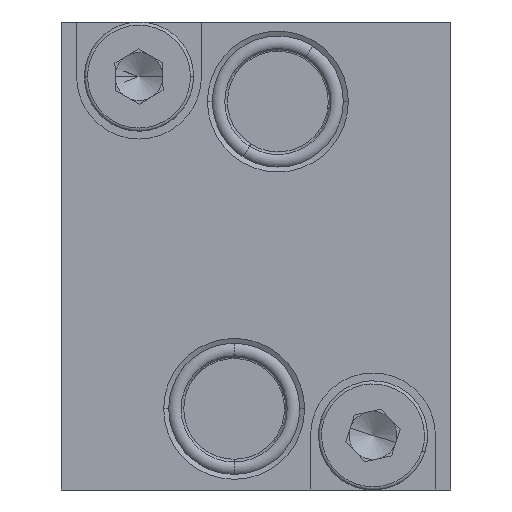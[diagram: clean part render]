
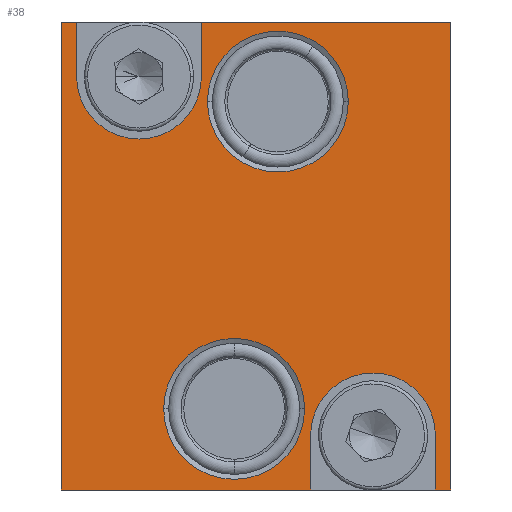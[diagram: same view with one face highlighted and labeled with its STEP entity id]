
A CAD part, front view. The second image highlights one B-rep face of the part: STEP entity #38.
In plain terms, the highlighted planar face has unit normal (0, -1, 0).
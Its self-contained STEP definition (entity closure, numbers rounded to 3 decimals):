
#38 = ADVANCED_FACE ( 'NONE', ( #101, #1938, #3080 ), #1893, .F. ) ;
#74 = ORIENTED_EDGE ( 'NONE', *, *, #1812, .F. ) ;
#101 = FACE_BOUND ( 'NONE', #3372, .T. ) ;
#152 = EDGE_CURVE ( 'NONE', #5106, #809, #4060, .T. ) ;
#168 = CARTESIAN_POINT ( 'NONE',  ( 0., 0., 30. ) ) ;
#197 = VECTOR ( 'NONE', #2495, 1000. ) ;
#275 = DIRECTION ( 'NONE',  ( 0., 1., 0. ) ) ;
#309 = CARTESIAN_POINT ( 'NONE',  ( 1., 0., 26.5 ) ) ;
#321 = DIRECTION ( 'NONE',  ( 0., 0., 1. ) ) ;
#339 = CARTESIAN_POINT ( 'NONE',  ( 20., 0., 3.5 ) ) ;
#391 = CARTESIAN_POINT ( 'NONE',  ( 0., 0., 0. ) ) ;
#402 = CARTESIAN_POINT ( 'NONE',  ( 18.415, 0., 24.9 ) ) ;
#500 = CARTESIAN_POINT ( 'NONE',  ( 5., 0., 26.5 ) ) ;
#514 = CARTESIAN_POINT ( 'NONE',  ( 11.1, 0., 5.2 ) ) ;
#539 = DIRECTION ( 'NONE',  ( 1., 0., 0. ) ) ;
#542 = EDGE_LOOP ( 'NONE', ( #3577, #1407 ) ) ;
#544 = VECTOR ( 'NONE', #539, 1000. ) ;
#558 = CARTESIAN_POINT ( 'NONE',  ( 0., 0., 30. ) ) ;
#631 = ORIENTED_EDGE ( 'NONE', *, *, #5243, .T. ) ;
#699 = DIRECTION ( 'NONE',  ( 0., -1., 0. ) ) ;
#713 = CARTESIAN_POINT ( 'NONE',  ( 24., 0., 3.5 ) ) ;
#774 = VERTEX_POINT ( 'NONE', #3244 ) ;
#801 = VECTOR ( 'NONE', #5136, 1000. ) ;
#809 = VERTEX_POINT ( 'NONE', #4200 ) ;
#815 = CIRCLE ( 'NONE', #4947, 4. ) ;
#827 = AXIS2_PLACEMENT_3D ( 'NONE', #500, #878, #1023 ) ;
#866 = EDGE_CURVE ( 'NONE', #1632, #1362, #1250, .T. ) ;
#878 = DIRECTION ( 'NONE',  ( 0., -1., 0. ) ) ;
#968 = LINE ( 'NONE', #2958, #2021 ) ;
#978 = CARTESIAN_POINT ( 'NONE',  ( 9., 0., 30. ) ) ;
#1023 = DIRECTION ( 'NONE',  ( 0., 0., -1. ) ) ;
#1120 = VERTEX_POINT ( 'NONE', #978 ) ;
#1128 = VERTEX_POINT ( 'NONE', #2179 ) ;
#1221 = LINE ( 'NONE', #2787, #197 ) ;
#1250 = CIRCLE ( 'NONE', #827, 4. ) ;
#1274 = CARTESIAN_POINT ( 'NONE',  ( 0., 0., 30. ) ) ;
#1294 = ORIENTED_EDGE ( 'NONE', *, *, #1509, .F. ) ;
#1309 = CARTESIAN_POINT ( 'NONE',  ( 1., 0., 30. ) ) ;
#1362 = VERTEX_POINT ( 'NONE', #2570 ) ;
#1407 = ORIENTED_EDGE ( 'NONE', *, *, #4916, .F. ) ;
#1433 = CARTESIAN_POINT ( 'NONE',  ( 0., 0., 0. ) ) ;
#1463 = DIRECTION ( 'NONE',  ( 0., 0., -1. ) ) ;
#1479 = ORIENTED_EDGE ( 'NONE', *, *, #3809, .T. ) ;
#1509 = EDGE_CURVE ( 'NONE', #5289, #3934, #3151, .T. ) ;
#1513 = VECTOR ( 'NONE', #4032, 1000. ) ;
#1537 = ORIENTED_EDGE ( 'NONE', *, *, #4846, .F. ) ;
#1573 = LINE ( 'NONE', #558, #544 ) ;
#1605 = ORIENTED_EDGE ( 'NONE', *, *, #152, .F. ) ;
#1632 = VERTEX_POINT ( 'NONE', #309 ) ;
#1659 = CARTESIAN_POINT ( 'NONE',  ( 25., 0., 30. ) ) ;
#1695 = VECTOR ( 'NONE', #4161, 1000. ) ;
#1762 = AXIS2_PLACEMENT_3D ( 'NONE', #168, #275, #321 ) ;
#1779 = DIRECTION ( 'NONE',  ( 1., 0., 0. ) ) ;
#1812 = EDGE_CURVE ( 'NONE', #3606, #5674, #815, .T. ) ;
#1882 = VERTEX_POINT ( 'NONE', #1433 ) ;
#1893 = PLANE ( 'NONE',  #1762 ) ;
#1916 = ORIENTED_EDGE ( 'NONE', *, *, #2931, .F. ) ;
#1938 = FACE_BOUND ( 'NONE', #542, .T. ) ;
#1961 = VECTOR ( 'NONE', #4343, 1000. ) ;
#2021 = VECTOR ( 'NONE', #5215, 1000. ) ;
#2085 = CARTESIAN_POINT ( 'NONE',  ( 16., 0., 3.5 ) ) ;
#2118 = CIRCLE ( 'NONE', #3098, 4.515 ) ;
#2168 = DIRECTION ( 'NONE',  ( 0., -1., 0. ) ) ;
#2179 = CARTESIAN_POINT ( 'NONE',  ( 9., 0., 26.5 ) ) ;
#2184 = CARTESIAN_POINT ( 'NONE',  ( 25., 0., 30. ) ) ;
#2281 = CARTESIAN_POINT ( 'NONE',  ( 15.615, 0., 5.2 ) ) ;
#2301 = ORIENTED_EDGE ( 'NONE', *, *, #5003, .F. ) ;
#2311 = CARTESIAN_POINT ( 'NONE',  ( 13.9, 0., 24.9 ) ) ;
#2326 = DIRECTION ( 'NONE',  ( 0., 0., 1. ) ) ;
#2360 = EDGE_CURVE ( 'NONE', #4755, #5069, #2118, .T. ) ;
#2382 = DIRECTION ( 'NONE',  ( 0., 0., 1. ) ) ;
#2495 = DIRECTION ( 'NONE',  ( 0., 0., -1. ) ) ;
#2500 = CARTESIAN_POINT ( 'NONE',  ( 6.585, 0., 5.2 ) ) ;
#2570 = CARTESIAN_POINT ( 'NONE',  ( 5., 0., 22.5 ) ) ;
#2595 = LINE ( 'NONE', #4024, #1513 ) ;
#2597 = VERTEX_POINT ( 'NONE', #1309 ) ;
#2703 = ORIENTED_EDGE ( 'NONE', *, *, #3264, .F. ) ;
#2740 = LINE ( 'NONE', #5315, #3849 ) ;
#2780 = CARTESIAN_POINT ( 'NONE',  ( 13.9, 0., 24.9 ) ) ;
#2787 = CARTESIAN_POINT ( 'NONE',  ( 16., 0., 3.5 ) ) ;
#2823 = EDGE_CURVE ( 'NONE', #1882, #774, #4254, .T. ) ;
#2931 = EDGE_CURVE ( 'NONE', #5674, #774, #1221, .T. ) ;
#2958 = CARTESIAN_POINT ( 'NONE',  ( 9., 0., 26.5 ) ) ;
#2988 = ORIENTED_EDGE ( 'NONE', *, *, #4639, .F. ) ;
#3080 = FACE_OUTER_BOUND ( 'NONE', #5054, .T. ) ;
#3098 = AXIS2_PLACEMENT_3D ( 'NONE', #514, #3589, #2382 ) ;
#3104 = LINE ( 'NONE', #4862, #1961 ) ;
#3151 = CIRCLE ( 'NONE', #4701, 4.515 ) ;
#3231 = DIRECTION ( 'NONE',  ( 0., 0., 1. ) ) ;
#3244 = CARTESIAN_POINT ( 'NONE',  ( 16., 0., 0. ) ) ;
#3264 = EDGE_CURVE ( 'NONE', #1120, #5106, #4790, .T. ) ;
#3282 = ORIENTED_EDGE ( 'NONE', *, *, #5070, .F. ) ;
#3349 = CARTESIAN_POINT ( 'NONE',  ( 0., 0., 30. ) ) ;
#3372 = EDGE_LOOP ( 'NONE', ( #3282, #1294 ) ) ;
#3577 = ORIENTED_EDGE ( 'NONE', *, *, #2360, .F. ) ;
#3589 = DIRECTION ( 'NONE',  ( 0., -1., 0. ) ) ;
#3606 = VERTEX_POINT ( 'NONE', #713 ) ;
#3735 = ORIENTED_EDGE ( 'NONE', *, *, #866, .F. ) ;
#3758 = AXIS2_PLACEMENT_3D ( 'NONE', #2311, #2168, #2326 ) ;
#3809 = EDGE_CURVE ( 'NONE', #5337, #809, #3104, .T. ) ;
#3812 = DIRECTION ( 'NONE',  ( 0., 0., -1. ) ) ;
#3823 = DIRECTION ( 'NONE',  ( 0., -1., 0. ) ) ;
#3834 = CARTESIAN_POINT ( 'NONE',  ( 5., 0., 26.5 ) ) ;
#3849 = VECTOR ( 'NONE', #5286, 1000. ) ;
#3904 = AXIS2_PLACEMENT_3D ( 'NONE', #4988, #4570, #4976 ) ;
#3934 = VERTEX_POINT ( 'NONE', #402 ) ;
#3955 = VECTOR ( 'NONE', #1779, 1000. ) ;
#4005 = EDGE_CURVE ( 'NONE', #2597, #1632, #4931, .T. ) ;
#4024 = CARTESIAN_POINT ( 'NONE',  ( 24., 0., 3.5 ) ) ;
#4032 = DIRECTION ( 'NONE',  ( 0., 0., 1. ) ) ;
#4060 = LINE ( 'NONE', #2184, #1695 ) ;
#4073 = CIRCLE ( 'NONE', #4214, 4. ) ;
#4161 = DIRECTION ( 'NONE',  ( 0., 0., -1. ) ) ;
#4179 = ORIENTED_EDGE ( 'NONE', *, *, #2823, .T. ) ;
#4200 = CARTESIAN_POINT ( 'NONE',  ( 25., 0., 0. ) ) ;
#4214 = AXIS2_PLACEMENT_3D ( 'NONE', #3834, #3823, #3812 ) ;
#4254 = LINE ( 'NONE', #391, #801 ) ;
#4306 = CIRCLE ( 'NONE', #3904, 4.515 ) ;
#4343 = DIRECTION ( 'NONE',  ( 1., 0., 0. ) ) ;
#4387 = CIRCLE ( 'NONE', #3758, 4.515 ) ;
#4515 = CARTESIAN_POINT ( 'NONE',  ( 24., 0., 0. ) ) ;
#4570 = DIRECTION ( 'NONE',  ( 0., -1., 0. ) ) ;
#4639 = EDGE_CURVE ( 'NONE', #1362, #1128, #4073, .T. ) ;
#4668 = VERTEX_POINT ( 'NONE', #3349 ) ;
#4693 = DIRECTION ( 'NONE',  ( 0., -1., 0. ) ) ;
#4701 = AXIS2_PLACEMENT_3D ( 'NONE', #2780, #699, #3231 ) ;
#4755 = VERTEX_POINT ( 'NONE', #2281 ) ;
#4780 = VECTOR ( 'NONE', #5494, 1000. ) ;
#4790 = LINE ( 'NONE', #1274, #3955 ) ;
#4846 = EDGE_CURVE ( 'NONE', #4668, #2597, #1573, .T. ) ;
#4862 = CARTESIAN_POINT ( 'NONE',  ( 0., 0., 0. ) ) ;
#4898 = EDGE_CURVE ( 'NONE', #1128, #1120, #968, .T. ) ;
#4916 = EDGE_CURVE ( 'NONE', #5069, #4755, #4306, .T. ) ;
#4931 = LINE ( 'NONE', #5448, #4780 ) ;
#4947 = AXIS2_PLACEMENT_3D ( 'NONE', #339, #4693, #1463 ) ;
#4956 = CARTESIAN_POINT ( 'NONE',  ( 9.385, 0., 24.9 ) ) ;
#4976 = DIRECTION ( 'NONE',  ( 0., 0., 1. ) ) ;
#4988 = CARTESIAN_POINT ( 'NONE',  ( 11.1, 0., 5.2 ) ) ;
#5003 = EDGE_CURVE ( 'NONE', #5337, #3606, #2595, .T. ) ;
#5029 = ORIENTED_EDGE ( 'NONE', *, *, #4005, .F. ) ;
#5054 = EDGE_LOOP ( 'NONE', ( #3735, #5029, #1537, #631, #4179, #1916, #74, #2301, #1479, #1605, #2703, #5456, #2988 ) ) ;
#5069 = VERTEX_POINT ( 'NONE', #2500 ) ;
#5070 = EDGE_CURVE ( 'NONE', #3934, #5289, #4387, .T. ) ;
#5106 = VERTEX_POINT ( 'NONE', #1659 ) ;
#5136 = DIRECTION ( 'NONE',  ( 1., 0., 0. ) ) ;
#5215 = DIRECTION ( 'NONE',  ( 0., 0., 1. ) ) ;
#5243 = EDGE_CURVE ( 'NONE', #4668, #1882, #2740, .T. ) ;
#5286 = DIRECTION ( 'NONE',  ( 0., 0., -1. ) ) ;
#5289 = VERTEX_POINT ( 'NONE', #4956 ) ;
#5315 = CARTESIAN_POINT ( 'NONE',  ( 0., 0., 30. ) ) ;
#5337 = VERTEX_POINT ( 'NONE', #4515 ) ;
#5448 = CARTESIAN_POINT ( 'NONE',  ( 1., 0., 26.5 ) ) ;
#5456 = ORIENTED_EDGE ( 'NONE', *, *, #4898, .F. ) ;
#5494 = DIRECTION ( 'NONE',  ( 0., 0., -1. ) ) ;
#5674 = VERTEX_POINT ( 'NONE', #2085 ) ;
